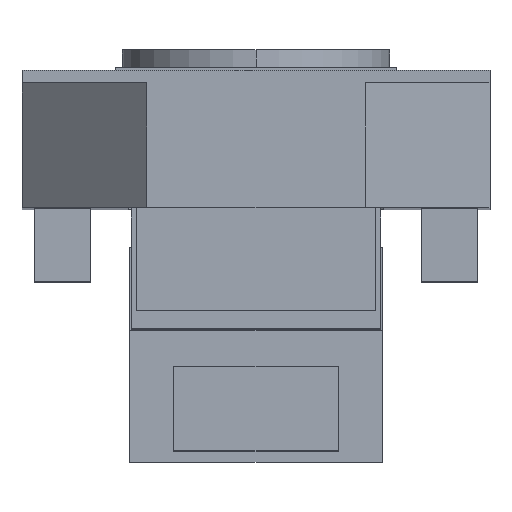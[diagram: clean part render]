
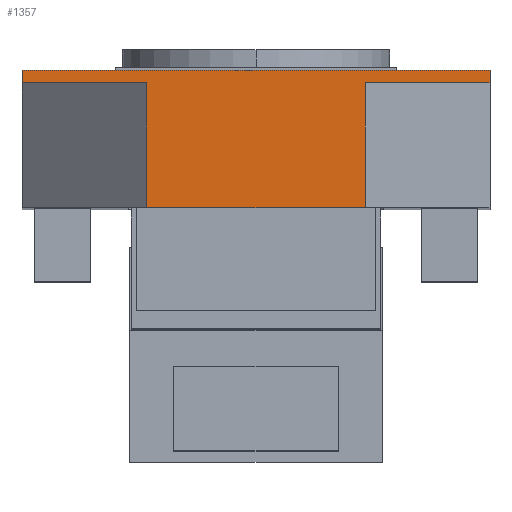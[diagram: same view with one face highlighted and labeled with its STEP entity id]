
A CAD part, top view. The second image highlights one B-rep face of the part: STEP entity #1357.
In plain terms, the highlighted planar face has unit normal (0, 0, 1).
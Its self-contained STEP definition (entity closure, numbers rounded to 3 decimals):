
#266=DIRECTION('',(1.,0.,0.));
#267=VECTOR('',#266,35.);
#268=CARTESIAN_POINT('',(-17.5,25.5,112.5));
#269=LINE('',#268,#267);
#270=DIRECTION('',(0.,1.,0.));
#271=VECTOR('',#270,2.);
#272=CARTESIAN_POINT('',(-37.5,45.5,112.5));
#273=LINE('',#272,#271);
#374=DIRECTION('',(0.,1.,0.));
#375=VECTOR('',#374,20.);
#376=CARTESIAN_POINT('',(17.5,25.5,112.5));
#377=LINE('',#376,#375);
#386=DIRECTION('',(1.,0.,0.));
#387=VECTOR('',#386,20.);
#388=CARTESIAN_POINT('',(17.5,45.5,112.5));
#389=LINE('',#388,#387);
#390=DIRECTION('',(0.,1.,0.));
#391=VECTOR('',#390,2.);
#392=CARTESIAN_POINT('',(37.5,45.5,112.5));
#393=LINE('',#392,#391);
#402=DIRECTION('',(-1.,0.,0.));
#403=VECTOR('',#402,75.);
#404=CARTESIAN_POINT('',(37.5,47.5,112.5));
#405=LINE('',#404,#403);
#866=DIRECTION('',(1.,0.,0.));
#867=VECTOR('',#866,20.);
#868=CARTESIAN_POINT('',(-37.5,45.5,112.5));
#869=LINE('',#868,#867);
#878=DIRECTION('',(0.,-1.,0.));
#879=VECTOR('',#878,20.);
#880=CARTESIAN_POINT('',(-17.5,45.5,112.5));
#881=LINE('',#880,#879);
#1074=CARTESIAN_POINT('',(37.5,45.5,112.5));
#1075=CARTESIAN_POINT('',(37.5,47.5,112.5));
#1076=VERTEX_POINT('',#1074);
#1077=VERTEX_POINT('',#1075);
#1078=CARTESIAN_POINT('',(17.5,45.5,112.5));
#1079=VERTEX_POINT('',#1078);
#1080=CARTESIAN_POINT('',(-37.5,45.5,112.5));
#1081=CARTESIAN_POINT('',(-17.5,45.5,112.5));
#1082=VERTEX_POINT('',#1080);
#1083=VERTEX_POINT('',#1081);
#1084=CARTESIAN_POINT('',(-37.5,47.5,112.5));
#1085=VERTEX_POINT('',#1084);
#1166=CARTESIAN_POINT('',(-17.5,25.5,112.5));
#1167=CARTESIAN_POINT('',(17.5,25.5,112.5));
#1168=VERTEX_POINT('',#1166);
#1169=VERTEX_POINT('',#1167);
#1334=CARTESIAN_POINT('',(-17.5,0.,112.5));
#1335=DIRECTION('',(0.,0.,1.));
#1336=DIRECTION('',(1.,0.,0.));
#1337=AXIS2_PLACEMENT_3D('',#1334,#1335,#1336);
#1338=PLANE('',#1337);
#1340=ORIENTED_EDGE('',*,*,#1339,.F.);
#1342=ORIENTED_EDGE('',*,*,#1341,.F.);
#1344=ORIENTED_EDGE('',*,*,#1343,.F.);
#1346=ORIENTED_EDGE('',*,*,#1345,.T.);
#1348=ORIENTED_EDGE('',*,*,#1347,.F.);
#1350=ORIENTED_EDGE('',*,*,#1349,.F.);
#1352=ORIENTED_EDGE('',*,*,#1351,.F.);
#1354=ORIENTED_EDGE('',*,*,#1353,.F.);
#1355=EDGE_LOOP('',(#1340,#1342,#1344,#1346,#1348,#1350,#1352,#1354));
#1356=FACE_OUTER_BOUND('',#1355,.F.);
#1339=EDGE_CURVE('',#1168,#1169,#269,.T.);
#1341=EDGE_CURVE('',#1083,#1168,#881,.T.);
#1343=EDGE_CURVE('',#1082,#1083,#869,.T.);
#1345=EDGE_CURVE('',#1082,#1085,#273,.T.);
#1347=EDGE_CURVE('',#1077,#1085,#405,.T.);
#1349=EDGE_CURVE('',#1076,#1077,#393,.T.);
#1351=EDGE_CURVE('',#1079,#1076,#389,.T.);
#1353=EDGE_CURVE('',#1169,#1079,#377,.T.);
#1357=ADVANCED_FACE('',(#1356),#1338,.T.);
